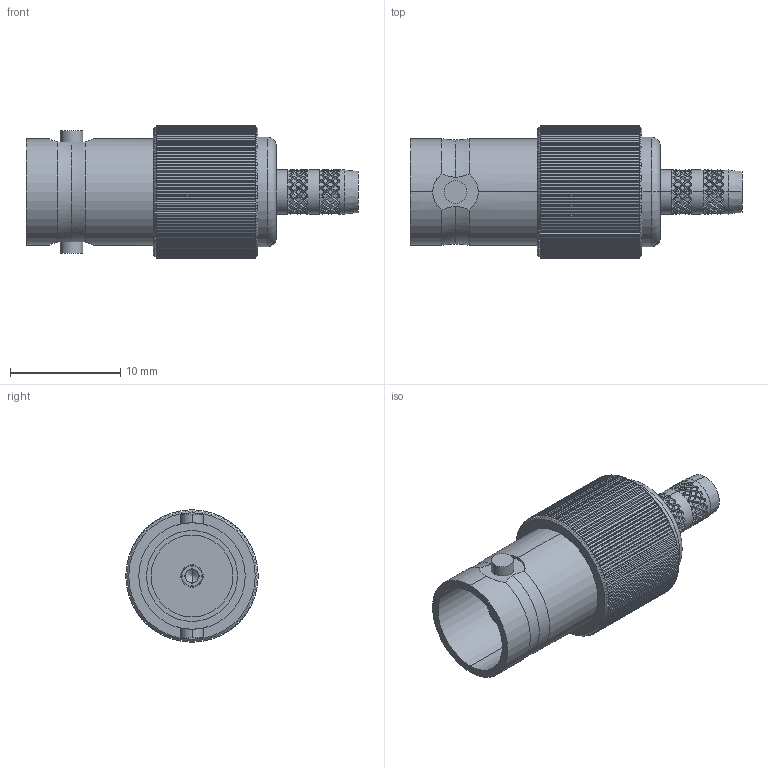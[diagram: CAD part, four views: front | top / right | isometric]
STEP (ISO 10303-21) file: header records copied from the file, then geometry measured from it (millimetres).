
FILE_DESCRIPTION (( 'STEP AP214' ), '1' );
FILE_NAME ('V7C00014.STEP', '2018-10-26T17:42:29', ( '' ), ( '' ), 'SwSTEP 2.0', 'SolidWorks 2017', '' );
FILE_SCHEMA (( 'AUTOMOTIVE_DESIGN' ));
Length unit declared in the file: inch
Products named in the file (1): V7C00014
Bounding box: 30.15 x 12 x 12 mm (x, y, z)
Volume: 1618.3 mm3; surface area: 1622.3 mm2
Topology: 1 solids, 1 shells, 1374 faces, 3276 edges, 1911 vertices
Faces by surface type: bspline 720, plane 376, cylinder 260, cone 12, torus 6
Entity records: 48888 total; most frequent: CARTESIAN_POINT 22974, ORIENTED_EDGE 6548, EDGE_CURVE 3274, DIRECTION 2514, VERTEX_POINT 1911, EDGE_LOOP 1383, FACE_OUTER_BOUND 1374, ADVANCED_FACE 1374
